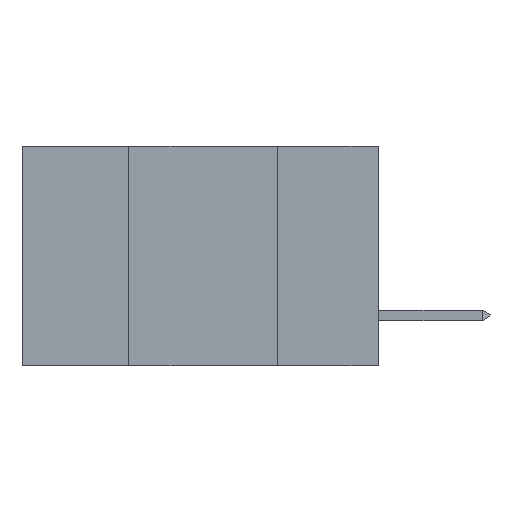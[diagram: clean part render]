
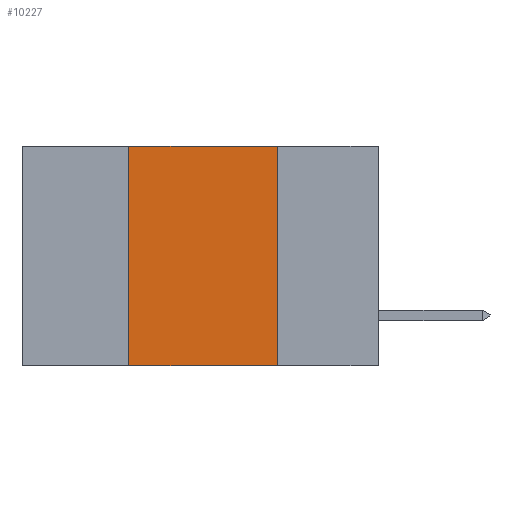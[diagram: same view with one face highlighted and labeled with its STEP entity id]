
A CAD part, left-side view. The second image highlights one B-rep face of the part: STEP entity #10227.
In plain terms, the highlighted planar face has unit normal (-1, 0, 0).
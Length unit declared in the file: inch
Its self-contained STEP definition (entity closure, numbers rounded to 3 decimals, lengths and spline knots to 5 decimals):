
#193 = CARTESIAN_POINT ( 'NONE',  ( 0., 0.6, 0. ) ) ;
#339 = CARTESIAN_POINT ( 'NONE',  ( 0., 0.42, -0.37 ) ) ;
#462 = VERTEX_POINT ( 'NONE', #19529 ) ;
#1501 = ORIENTED_EDGE ( 'NONE', *, *, #7940, .F. ) ;
#1556 = ORIENTED_EDGE ( 'NONE', *, *, #15815, .F. ) ;
#3388 = CARTESIAN_POINT ( 'NONE',  ( 0., 0.6, -0.37 ) ) ;
#3670 = DIRECTION ( 'NONE',  ( 1., 0., 0. ) ) ;
#3957 = LINE ( 'NONE', #3388, #19302 ) ;
#6232 = CARTESIAN_POINT ( 'NONE',  ( 0., 0.42, 0. ) ) ;
#6749 = DIRECTION ( 'NONE',  ( 0., 0., 1. ) ) ;
#6936 = LINE ( 'NONE', #21756, #11665 ) ;
#7081 = LINE ( 'NONE', #193, #16466 ) ;
#7391 = DIRECTION ( 'NONE',  ( 0., -1., 0. ) ) ;
#7940 = EDGE_CURVE ( 'NONE', #462, #8658, #7081, .T. ) ;
#8360 = VERTEX_POINT ( 'NONE', #20771 ) ;
#8658 = VERTEX_POINT ( 'NONE', #22201 ) ;
#10227 = ADVANCED_FACE ( 'NONE', ( #20470 ), #21439, .F. ) ;
#11044 = LINE ( 'NONE', #6232, #23877 ) ;
#11636 = DIRECTION ( 'NONE',  ( 0., 0., -1. ) ) ;
#11665 = VECTOR ( 'NONE', #11636, 39.37008 ) ;
#14727 = EDGE_CURVE ( 'NONE', #24292, #8360, #3957, .T. ) ;
#15815 = EDGE_CURVE ( 'NONE', #24292, #462, #11044, .T. ) ;
#16154 = ORIENTED_EDGE ( 'NONE', *, *, #20296, .F. ) ;
#16466 = VECTOR ( 'NONE', #21865, 39.37008 ) ;
#17320 = DIRECTION ( 'NONE',  ( 0., 0., -1. ) ) ;
#17500 = CARTESIAN_POINT ( 'NONE',  ( 0., 0.6, 0. ) ) ;
#19302 = VECTOR ( 'NONE', #7391, 39.37008 ) ;
#19529 = CARTESIAN_POINT ( 'NONE',  ( 0., 0.42, 0. ) ) ;
#20091 = ORIENTED_EDGE ( 'NONE', *, *, #14727, .T. ) ;
#20296 = EDGE_CURVE ( 'NONE', #8658, #8360, #6936, .T. ) ;
#20470 = FACE_OUTER_BOUND ( 'NONE', #22079, .T. ) ;
#20771 = CARTESIAN_POINT ( 'NONE',  ( 0., 0.17, -0.37 ) ) ;
#21439 = PLANE ( 'NONE',  #22623 ) ;
#21756 = CARTESIAN_POINT ( 'NONE',  ( 0., 0.17, 0. ) ) ;
#21865 = DIRECTION ( 'NONE',  ( 0., -1., 0. ) ) ;
#22079 = EDGE_LOOP ( 'NONE', ( #16154, #1501, #1556, #20091 ) ) ;
#22201 = CARTESIAN_POINT ( 'NONE',  ( 0., 0.17, 0. ) ) ;
#22623 = AXIS2_PLACEMENT_3D ( 'NONE', #17500, #3670, #17320 ) ;
#23877 = VECTOR ( 'NONE', #6749, 39.37008 ) ;
#24292 = VERTEX_POINT ( 'NONE', #339 ) ;
